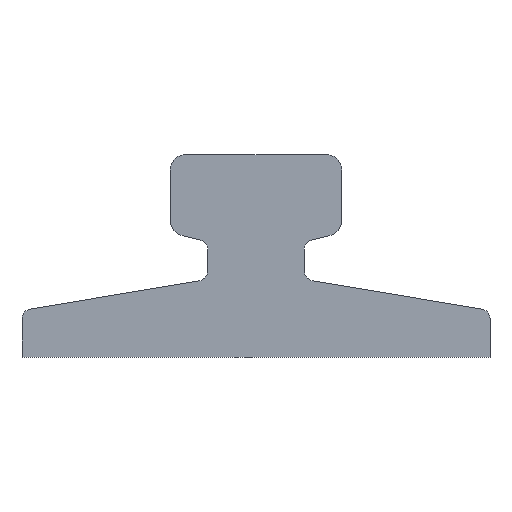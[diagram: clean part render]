
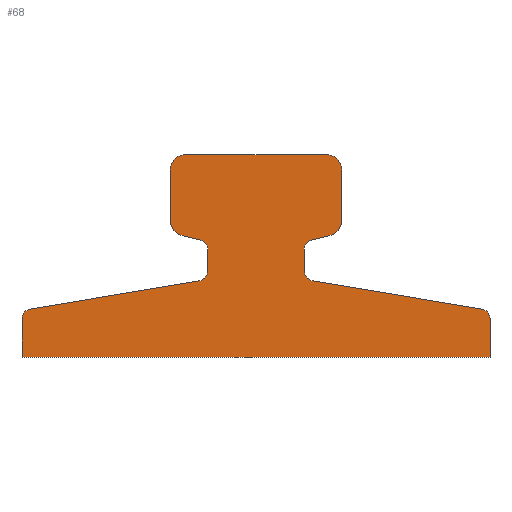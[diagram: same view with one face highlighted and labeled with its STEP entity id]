
A CAD part, top view. The second image highlights one B-rep face of the part: STEP entity #68.
In plain terms, the highlighted planar face has unit normal (0, 0, 1).
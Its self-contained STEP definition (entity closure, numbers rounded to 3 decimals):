
#68=ADVANCED_FACE('',(#115),#116,.T.);
#115=FACE_OUTER_BOUND('',#163,.T.);
#116=PLANE('',#164);
#163=EDGE_LOOP('',(#321,#322,#323,#324,#325,#326,#327,#328,#329,#330,#331,#332,#333,#334,#335,#336,#337,#338,#339,#340,#341,#342));
#164=AXIS2_PLACEMENT_3D('',#343,#344,#345);
#321=ORIENTED_EDGE('',*,*,#371,.F.);
#322=ORIENTED_EDGE('',*,*,#435,.F.);
#323=ORIENTED_EDGE('',*,*,#432,.F.);
#324=ORIENTED_EDGE('',*,*,#429,.F.);
#325=ORIENTED_EDGE('',*,*,#426,.F.);
#326=ORIENTED_EDGE('',*,*,#423,.F.);
#327=ORIENTED_EDGE('',*,*,#420,.F.);
#328=ORIENTED_EDGE('',*,*,#417,.F.);
#329=ORIENTED_EDGE('',*,*,#414,.F.);
#330=ORIENTED_EDGE('',*,*,#411,.F.);
#331=ORIENTED_EDGE('',*,*,#408,.F.);
#332=ORIENTED_EDGE('',*,*,#405,.F.);
#333=ORIENTED_EDGE('',*,*,#402,.F.);
#334=ORIENTED_EDGE('',*,*,#399,.F.);
#335=ORIENTED_EDGE('',*,*,#396,.F.);
#336=ORIENTED_EDGE('',*,*,#393,.F.);
#337=ORIENTED_EDGE('',*,*,#390,.F.);
#338=ORIENTED_EDGE('',*,*,#387,.F.);
#339=ORIENTED_EDGE('',*,*,#384,.F.);
#340=ORIENTED_EDGE('',*,*,#381,.F.);
#341=ORIENTED_EDGE('',*,*,#378,.F.);
#342=ORIENTED_EDGE('',*,*,#375,.F.);
#343=CARTESIAN_POINT('',(0.,22.663,10.0));
#344=DIRECTION('',(0.0,0.0,1.0));
#345=DIRECTION('',(1.0,0.0,0.0));
#371=EDGE_CURVE('',#437,#438,#439,.T.);
#375=EDGE_CURVE('',#438,#445,#446,.T.);
#378=EDGE_CURVE('',#445,#450,#451,.T.);
#381=EDGE_CURVE('',#450,#455,#456,.T.);
#384=EDGE_CURVE('',#455,#460,#461,.T.);
#387=EDGE_CURVE('',#460,#465,#466,.T.);
#390=EDGE_CURVE('',#465,#470,#471,.T.);
#393=EDGE_CURVE('',#470,#475,#476,.T.);
#396=EDGE_CURVE('',#475,#480,#481,.T.);
#399=EDGE_CURVE('',#480,#485,#486,.T.);
#402=EDGE_CURVE('',#485,#490,#491,.T.);
#405=EDGE_CURVE('',#490,#495,#496,.T.);
#408=EDGE_CURVE('',#495,#500,#501,.T.);
#411=EDGE_CURVE('',#500,#505,#506,.T.);
#414=EDGE_CURVE('',#505,#510,#511,.T.);
#417=EDGE_CURVE('',#510,#515,#516,.T.);
#420=EDGE_CURVE('',#515,#520,#521,.T.);
#423=EDGE_CURVE('',#520,#525,#526,.T.);
#426=EDGE_CURVE('',#525,#530,#531,.T.);
#429=EDGE_CURVE('',#530,#535,#536,.T.);
#432=EDGE_CURVE('',#535,#540,#541,.T.);
#435=EDGE_CURVE('',#540,#437,#545,.T.);
#437=VERTEX_POINT('',#547);
#438=VERTEX_POINT('',#548);
#439=LINE('',#549,#550);
#445=VERTEX_POINT('',#559);
#446=LINE('',#560,#561);
#450=VERTEX_POINT('',#567);
#451=CIRCLE('',#568,3.0);
#455=VERTEX_POINT('',#573);
#456=LINE('',#574,#575);
#460=VERTEX_POINT('',#581);
#461=CIRCLE('',#582,3.0);
#465=VERTEX_POINT('',#587);
#466=LINE('',#588,#589);
#470=VERTEX_POINT('',#595);
#471=CIRCLE('',#596,3.0);
#475=VERTEX_POINT('',#601);
#476=LINE('',#602,#603);
#480=VERTEX_POINT('',#609);
#481=CIRCLE('',#610,5.0);
#485=VERTEX_POINT('',#615);
#486=LINE('',#616,#617);
#490=VERTEX_POINT('',#623);
#491=CIRCLE('',#624,5.0);
#495=VERTEX_POINT('',#629);
#496=LINE('',#630,#631);
#500=VERTEX_POINT('',#637);
#501=CIRCLE('',#638,5.0);
#505=VERTEX_POINT('',#643);
#506=LINE('',#644,#645);
#510=VERTEX_POINT('',#651);
#511=CIRCLE('',#652,5.0);
#515=VERTEX_POINT('',#657);
#516=LINE('',#658,#659);
#520=VERTEX_POINT('',#665);
#521=CIRCLE('',#666,3.0);
#525=VERTEX_POINT('',#671);
#526=LINE('',#672,#673);
#530=VERTEX_POINT('',#679);
#531=CIRCLE('',#680,3.0);
#535=VERTEX_POINT('',#685);
#536=LINE('',#686,#687);
#540=VERTEX_POINT('',#693);
#541=CIRCLE('',#694,3.0);
#545=LINE('',#699,#700);
#547=CARTESIAN_POINT('',(75.0,0.0,10.0));
#548=CARTESIAN_POINT('',(-75.0,0.0,10.0));
#549=CARTESIAN_POINT('',(-75.0,0.0,10.0));
#550=VECTOR('',#703,1.0);
#559=CARTESIAN_POINT('',(-75.0,12.462,10.0));
#560=CARTESIAN_POINT('',(-75.0,0.0,10.0));
#561=VECTOR('',#707,1.0);
#567=CARTESIAN_POINT('',(-72.497,15.421,10.0));
#568=AXIS2_PLACEMENT_3D('',#710,#711,#712);
#573=CARTESIAN_POINT('',(-18.003,24.579,10.0));
#574=CARTESIAN_POINT('',(-72.497,15.421,10.0));
#575=VECTOR('',#717,1.0);
#581=CARTESIAN_POINT('',(-15.5,27.538,10.0));
#582=AXIS2_PLACEMENT_3D('',#720,#721,#722);
#587=CARTESIAN_POINT('',(-15.5,34.658,10.0));
#588=CARTESIAN_POINT('',(-15.5,27.538,10.0));
#589=VECTOR('',#727,1.0);
#595=CARTESIAN_POINT('',(-17.772,37.568,10.0));
#596=AXIS2_PLACEMENT_3D('',#730,#731,#732);
#601=CARTESIAN_POINT('',(-23.713,39.053,10.0));
#602=CARTESIAN_POINT('',(-17.772,37.568,10.0));
#603=VECTOR('',#737,1.0);
#609=CARTESIAN_POINT('',(-27.5,43.904,10.0));
#610=AXIS2_PLACEMENT_3D('',#740,#741,#742);
#615=CARTESIAN_POINT('',(-27.5,60.0,10.0));
#616=CARTESIAN_POINT('',(-27.5,43.904,10.0));
#617=VECTOR('',#747,1.0);
#623=CARTESIAN_POINT('',(-22.5,65.0,10.0));
#624=AXIS2_PLACEMENT_3D('',#750,#751,#752);
#629=CARTESIAN_POINT('',(22.5,65.0,10.0));
#630=CARTESIAN_POINT('',(-22.5,65.0,10.0));
#631=VECTOR('',#757,1.0);
#637=CARTESIAN_POINT('',(27.5,60.0,10.0));
#638=AXIS2_PLACEMENT_3D('',#760,#761,#762);
#643=CARTESIAN_POINT('',(27.5,43.904,10.0));
#644=CARTESIAN_POINT('',(27.5,43.904,10.0));
#645=VECTOR('',#767,1.0);
#651=CARTESIAN_POINT('',(23.713,39.053,10.0));
#652=AXIS2_PLACEMENT_3D('',#770,#771,#772);
#657=CARTESIAN_POINT('',(17.772,37.568,10.0));
#658=CARTESIAN_POINT('',(17.772,37.568,10.0));
#659=VECTOR('',#777,1.0);
#665=CARTESIAN_POINT('',(15.5,34.658,10.0));
#666=AXIS2_PLACEMENT_3D('',#780,#781,#782);
#671=CARTESIAN_POINT('',(15.5,27.538,10.0));
#672=CARTESIAN_POINT('',(15.5,27.538,10.0));
#673=VECTOR('',#787,1.0);
#679=CARTESIAN_POINT('',(18.003,24.579,10.0));
#680=AXIS2_PLACEMENT_3D('',#790,#791,#792);
#685=CARTESIAN_POINT('',(72.497,15.421,10.0));
#686=CARTESIAN_POINT('',(72.497,15.421,10.0));
#687=VECTOR('',#797,1.0);
#693=CARTESIAN_POINT('',(75.0,12.462,10.0));
#694=AXIS2_PLACEMENT_3D('',#800,#801,#802);
#699=CARTESIAN_POINT('',(75.0,0.0,10.0));
#700=VECTOR('',#807,1.0);
#703=DIRECTION('',(-1.0,-0.0,-0.0));
#707=DIRECTION('',(0.0,1.0,0.0));
#710=CARTESIAN_POINT('',(-72.0,12.462,10.0));
#711=DIRECTION('',(0.0,0.0,-1.0));
#712=DIRECTION('',(1.0,0.0,0.0));
#717=DIRECTION('',(0.986,0.166,0.0));
#720=CARTESIAN_POINT('',(-18.5,27.538,10.0));
#721=DIRECTION('',(0.0,0.0,1.0));
#722=DIRECTION('',(1.0,0.0,0.0));
#727=DIRECTION('',(0.0,1.0,0.0));
#730=CARTESIAN_POINT('',(-18.5,34.658,10.0));
#731=DIRECTION('',(0.0,0.0,1.0));
#732=DIRECTION('',(1.0,0.0,0.0));
#737=DIRECTION('',(-0.97,0.243,0.0));
#740=CARTESIAN_POINT('',(-22.5,43.904,10.0));
#741=DIRECTION('',(0.0,0.0,-1.0));
#742=DIRECTION('',(1.0,0.0,0.0));
#747=DIRECTION('',(0.0,1.0,0.0));
#750=CARTESIAN_POINT('',(-22.5,60.0,10.0));
#751=DIRECTION('',(0.0,0.0,-1.0));
#752=DIRECTION('',(1.0,0.0,0.0));
#757=DIRECTION('',(1.0,0.0,0.0));
#760=CARTESIAN_POINT('',(22.5,60.0,10.0));
#761=DIRECTION('',(0.0,0.0,-1.0));
#762=DIRECTION('',(1.0,0.0,0.0));
#767=DIRECTION('',(-0.0,-1.0,-0.0));
#770=CARTESIAN_POINT('',(22.5,43.904,10.0));
#771=DIRECTION('',(0.0,0.0,-1.0));
#772=DIRECTION('',(1.0,0.0,0.0));
#777=DIRECTION('',(-0.97,-0.243,-0.0));
#780=CARTESIAN_POINT('',(18.5,34.658,10.0));
#781=DIRECTION('',(0.0,0.0,1.0));
#782=DIRECTION('',(1.0,0.0,0.0));
#787=DIRECTION('',(-0.0,-1.0,-0.0));
#790=CARTESIAN_POINT('',(18.5,27.538,10.0));
#791=DIRECTION('',(0.0,0.0,1.0));
#792=DIRECTION('',(1.0,0.0,0.0));
#797=DIRECTION('',(0.986,-0.166,0.0));
#800=CARTESIAN_POINT('',(72.0,12.462,10.0));
#801=DIRECTION('',(0.0,0.0,-1.0));
#802=DIRECTION('',(1.0,0.0,0.0));
#807=DIRECTION('',(-0.0,-1.0,-0.0));
